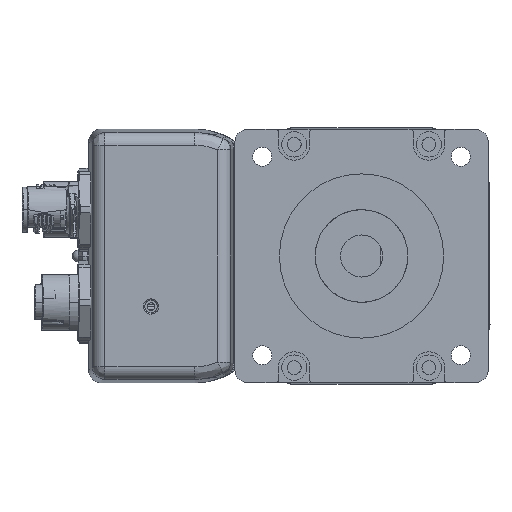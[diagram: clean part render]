
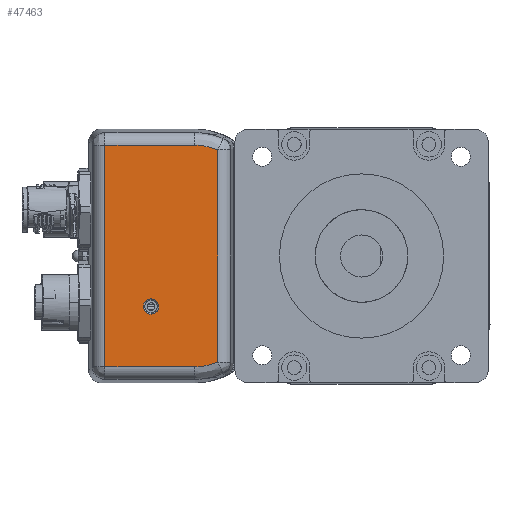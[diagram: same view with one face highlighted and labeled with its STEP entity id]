
A CAD part, front view. The second image highlights one B-rep face of the part: STEP entity #47463.
In plain terms, the highlighted planar face has unit normal (0, 1, 0).
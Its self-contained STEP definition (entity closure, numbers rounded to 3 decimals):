
#246 = CARTESIAN_POINT ( 'NONE',  ( -31.659, 50.391, -25.181 ) ) ;
#662 = FACE_OUTER_BOUND ( 'NONE', #36472, .T. ) ;
#1739 = VECTOR ( 'NONE', #65452, 1000. ) ;
#2015 = CARTESIAN_POINT ( 'NONE',  ( -33.43, 50.391, 25.839 ) ) ;
#2040 = ORIENTED_EDGE ( 'NONE', *, *, #61490, .F. ) ;
#2481 = AXIS2_PLACEMENT_3D ( 'NONE', #18638, #23970, #60805 ) ;
#3947 = CARTESIAN_POINT ( 'NONE',  ( -47.54, 50.391, -10.2 ) ) ;
#5453 = VERTEX_POINT ( 'NONE', #24857 ) ;
#5512 = CARTESIAN_POINT ( 'NONE',  ( -36.228, 50.391, -26.318 ) ) ;
#7079 = EDGE_CURVE ( 'NONE', #5453, #42250, #46997, .T. ) ;
#7282 = CARTESIAN_POINT ( 'NONE',  ( -31.659, 50.391, 25.181 ) ) ;
#7590 = CARTESIAN_POINT ( 'NONE',  ( -31.659, 50.391, 25.181 ) ) ;
#8728 = ORIENTED_EDGE ( 'NONE', *, *, #7079, .F. ) ;
#10834 = VERTEX_POINT ( 'NONE', #7590 ) ;
#11944 = VERTEX_POINT ( 'NONE', #13488 ) ;
#12220 = CARTESIAN_POINT ( 'NONE',  ( -37.176, 50.391, -26.318 ) ) ;
#13488 = CARTESIAN_POINT ( 'NONE',  ( -47.54, 50.391, -13.8 ) ) ;
#14115 = ORIENTED_EDGE ( 'NONE', *, *, #62173, .F. ) ;
#16724 = LINE ( 'NONE', #37958, #29189 ) ;
#17227 = EDGE_CURVE ( 'NONE', #31231, #11944, #58295, .T. ) ;
#18638 = CARTESIAN_POINT ( 'NONE',  ( -37.176, 50.391, -12.368 ) ) ;
#18906 = VECTOR ( 'NONE', #55611, 1000. ) ;
#18982 = EDGE_CURVE ( 'NONE', #57983, #42250, #43605, .T. ) ;
#20423 = EDGE_CURVE ( 'NONE', #46348, #5453, #52794, .T. ) ;
#21087 = ORIENTED_EDGE ( 'NONE', *, *, #20423, .F. ) ;
#22240 = DIRECTION ( 'NONE',  ( -1., 0., 0. ) ) ;
#22968 = CARTESIAN_POINT ( 'NONE',  ( -37.176, 50.391, 26.318 ) ) ;
#23164 = EDGE_CURVE ( 'NONE', #10834, #57983, #42200, .T. ) ;
#23243 = B_SPLINE_CURVE_WITH_KNOTS ( 'NONE', 3,
 ( #22968, #54538, #33584, #2015, #38924, #7282 ),
 .UNSPECIFIED., .F., .F.,
 ( 4, 2, 4 ),
 ( 0., 0.5, 1. ),
 .UNSPECIFIED. ) ;
#23970 = DIRECTION ( 'NONE',  ( 0., -1., 0. ) ) ;
#24683 = CARTESIAN_POINT ( 'NONE',  ( -51.14, 50.391, -13.8 ) ) ;
#24857 = CARTESIAN_POINT ( 'NONE',  ( -58.496, 50.391, -26.318 ) ) ;
#24917 = CARTESIAN_POINT ( 'NONE',  ( -47.54, 50.391, -13.8 ) ) ;
#25083 = DIRECTION ( 'NONE',  ( 0., 0., -1. ) ) ;
#26513 = CARTESIAN_POINT ( 'NONE',  ( -32.531, 50.391, -25.556 ) ) ;
#28642 = CARTESIAN_POINT ( 'NONE',  ( -31.659, 50.391, -12.368 ) ) ;
#28839 = CARTESIAN_POINT ( 'NONE',  ( -47.54, 50.391, -10.2 ) ) ;
#29101 = CARTESIAN_POINT ( 'NONE',  ( -47.54, 50.391, -13.8 ) ) ;
#29189 = VECTOR ( 'NONE', #22240, 1000. ) ;
#29396 = CARTESIAN_POINT ( 'NONE',  ( -37.176, 50.391, -26.318 ) ) ;
#31231 = VERTEX_POINT ( 'NONE', #28839 ) ;
#31602 = CARTESIAN_POINT ( 'NONE',  ( -33.43, 50.391, -25.839 ) ) ;
#33584 = CARTESIAN_POINT ( 'NONE',  ( -35.289, 50.391, 26.222 ) ) ;
#35542 = CARTESIAN_POINT ( 'NONE',  ( -51.14, 50.391, -10.2 ) ) ;
#36472 = EDGE_LOOP ( 'NONE', ( #8728, #21087, #2040, #44529, #56701, #40643 ) ) ;
#37115 = CARTESIAN_POINT ( 'NONE',  ( -35.289, 50.391, -26.222 ) ) ;
#37958 = CARTESIAN_POINT ( 'NONE',  ( -37.176, 50.391, 26.318 ) ) ;
#38924 = CARTESIAN_POINT ( 'NONE',  ( -32.53, 50.391, 25.556 ) ) ;
#39024 = CARTESIAN_POINT ( 'NONE',  ( -37.176, 50.391, 26.318 ) ) ;
#39453 = FACE_BOUND ( 'NONE', #50031, .T. ) ;
#40643 = ORIENTED_EDGE ( 'NONE', *, *, #18982, .T. ) ;
#42200 = LINE ( 'NONE', #28642, #1739 ) ;
#42250 = VERTEX_POINT ( 'NONE', #12220 ) ;
#42453 = CARTESIAN_POINT ( 'NONE',  ( -37.176, 50.391, -26.318 ) ) ;
#43019 =( BOUNDED_CURVE ( )  B_SPLINE_CURVE ( 3, ( #24917, #24683, #35542, #3947 ),
 .UNSPECIFIED., .F., .F. ) 
 B_SPLINE_CURVE_WITH_KNOTS ( ( 4, 4 ),
 ( 0.5, 1. ),
 .UNSPECIFIED. ) 
 CURVE ( )  GEOMETRIC_REPRESENTATION_ITEM ( )  RATIONAL_B_SPLINE_CURVE ( ( 1., 0.333, 0.333, 1. ) ) 
 REPRESENTATION_ITEM ( '' )  );
#43605 = B_SPLINE_CURVE_WITH_KNOTS ( 'NONE', 3,
 ( #246, #26513, #31602, #37115, #5512, #42453 ),
 .UNSPECIFIED., .F., .F.,
 ( 4, 2, 4 ),
 ( 0., 0.5, 1. ),
 .UNSPECIFIED. ) ;
#44529 = ORIENTED_EDGE ( 'NONE', *, *, #66311, .T. ) ;
#46348 = VERTEX_POINT ( 'NONE', #57775 ) ;
#46997 = LINE ( 'NONE', #29396, #18906 ) ;
#47463 = ADVANCED_FACE ( 'NONE', ( #662, #39453 ), #55519, .F. ) ;
#50031 = EDGE_LOOP ( 'NONE', ( #55900, #14115 ) ) ;
#50052 = CARTESIAN_POINT ( 'NONE',  ( -47.54, 50.391, -10.2 ) ) ;
#52794 = LINE ( 'NONE', #56624, #66775 ) ;
#52925 = VERTEX_POINT ( 'NONE', #39024 ) ;
#54538 = CARTESIAN_POINT ( 'NONE',  ( -36.227, 50.391, 26.318 ) ) ;
#55519 = PLANE ( 'NONE',  #2481 ) ;
#55611 = DIRECTION ( 'NONE',  ( 1., 0., 0. ) ) ;
#55900 = ORIENTED_EDGE ( 'NONE', *, *, #17227, .F. ) ;
#56624 = CARTESIAN_POINT ( 'NONE',  ( -58.496, 50.391, -12.368 ) ) ;
#56701 = ORIENTED_EDGE ( 'NONE', *, *, #23164, .T. ) ;
#57775 = CARTESIAN_POINT ( 'NONE',  ( -58.496, 50.391, 26.318 ) ) ;
#57983 = VERTEX_POINT ( 'NONE', #59988 ) ;
#58295 =( BOUNDED_CURVE ( )  B_SPLINE_CURVE ( 3, ( #50052, #65691, #60603, #29101 ),
 .UNSPECIFIED., .F., .F. ) 
 B_SPLINE_CURVE_WITH_KNOTS ( ( 4, 4 ),
 ( 0., 0.5 ),
 .UNSPECIFIED. ) 
 CURVE ( )  GEOMETRIC_REPRESENTATION_ITEM ( )  RATIONAL_B_SPLINE_CURVE ( ( 1., 0.333, 0.333, 1. ) ) 
 REPRESENTATION_ITEM ( '' )  );
#59988 = CARTESIAN_POINT ( 'NONE',  ( -31.659, 50.391, -25.181 ) ) ;
#60603 = CARTESIAN_POINT ( 'NONE',  ( -43.94, 50.391, -13.8 ) ) ;
#60805 = DIRECTION ( 'NONE',  ( 0., 0., -1. ) ) ;
#61490 = EDGE_CURVE ( 'NONE', #52925, #46348, #16724, .T. ) ;
#62173 = EDGE_CURVE ( 'NONE', #11944, #31231, #43019, .T. ) ;
#65452 = DIRECTION ( 'NONE',  ( 0., 0., -1. ) ) ;
#65691 = CARTESIAN_POINT ( 'NONE',  ( -43.94, 50.391, -10.2 ) ) ;
#66311 = EDGE_CURVE ( 'NONE', #52925, #10834, #23243, .T. ) ;
#66775 = VECTOR ( 'NONE', #25083, 1000. ) ;
